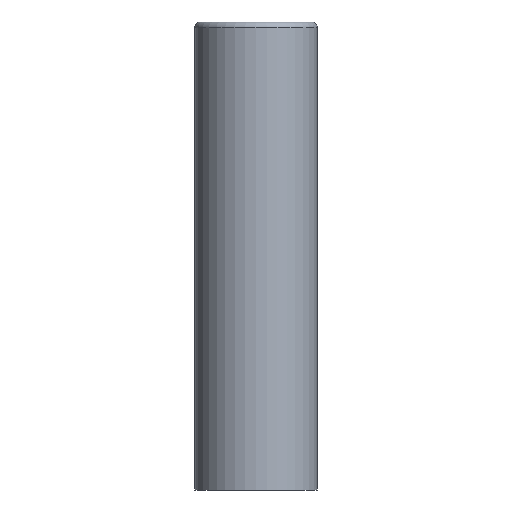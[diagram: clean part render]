
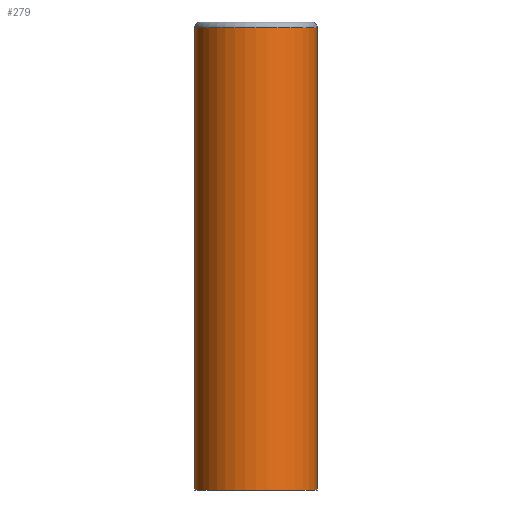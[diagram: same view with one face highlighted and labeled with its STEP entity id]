
A CAD part, front view. The second image highlights one B-rep face of the part: STEP entity #279.
In plain terms, the highlighted cylindrical face has radius 55 mm (diameter 110 mm), a partial arc.
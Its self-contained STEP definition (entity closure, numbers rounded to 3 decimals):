
#4 = CARTESIAN_POINT ( 'NONE',  ( -55., 0., 420. ) ) ;
#17 = CARTESIAN_POINT ( 'NONE',  ( 0., 0., 415. ) ) ;
#28 = EDGE_LOOP ( 'NONE', ( #64, #225, #226, #113 ) ) ;
#29 = EDGE_CURVE ( 'NONE', #43, #139, #178, .T. ) ;
#31 = CARTESIAN_POINT ( 'NONE',  ( -55., 0., 415. ) ) ;
#41 = AXIS2_PLACEMENT_3D ( 'NONE', #70, #138, #260 ) ;
#43 = VERTEX_POINT ( 'NONE', #175 ) ;
#59 = LINE ( 'NONE', #100, #146 ) ;
#60 = CARTESIAN_POINT ( 'NONE',  ( 0., 0., 0. ) ) ;
#64 = ORIENTED_EDGE ( 'NONE', *, *, #85, .F. ) ;
#70 = CARTESIAN_POINT ( 'NONE',  ( 0., 0., 420. ) ) ;
#72 = VERTEX_POINT ( 'NONE', #245 ) ;
#77 = DIRECTION ( 'NONE',  ( 1., 0., 0. ) ) ;
#84 = AXIS2_PLACEMENT_3D ( 'NONE', #60, #287, #77 ) ;
#85 = EDGE_CURVE ( 'NONE', #72, #139, #59, .T. ) ;
#87 = VECTOR ( 'NONE', #119, 1000. ) ;
#92 = CIRCLE ( 'NONE', #164, 55. ) ;
#98 = CARTESIAN_POINT ( 'NONE',  ( 55., 0., 0. ) ) ;
#100 = CARTESIAN_POINT ( 'NONE',  ( 55., 0., 420. ) ) ;
#111 = VERTEX_POINT ( 'NONE', #31 ) ;
#113 = ORIENTED_EDGE ( 'NONE', *, *, #29, .T. ) ;
#118 = DIRECTION ( 'NONE',  ( 1., 0., 0. ) ) ;
#119 = DIRECTION ( 'NONE',  ( 0., 0., -1. ) ) ;
#138 = DIRECTION ( 'NONE',  ( 0., 0., -1. ) ) ;
#139 = VERTEX_POINT ( 'NONE', #98 ) ;
#146 = VECTOR ( 'NONE', #191, 1000. ) ;
#164 = AXIS2_PLACEMENT_3D ( 'NONE', #17, #257, #118 ) ;
#175 = CARTESIAN_POINT ( 'NONE',  ( -55., 0., 0. ) ) ;
#177 = EDGE_CURVE ( 'NONE', #72, #111, #92, .T. ) ;
#178 = CIRCLE ( 'NONE', #84, 55. ) ;
#191 = DIRECTION ( 'NONE',  ( 0., 0., -1. ) ) ;
#225 = ORIENTED_EDGE ( 'NONE', *, *, #177, .T. ) ;
#226 = ORIENTED_EDGE ( 'NONE', *, *, #291, .T. ) ;
#230 = CYLINDRICAL_SURFACE ( 'NONE', #41, 55. ) ;
#245 = CARTESIAN_POINT ( 'NONE',  ( 55., 0., 415. ) ) ;
#257 = DIRECTION ( 'NONE',  ( 0., 0., -1. ) ) ;
#260 = DIRECTION ( 'NONE',  ( -1., 0., 0. ) ) ;
#279 = ADVANCED_FACE ( 'NONE', ( #298 ), #230, .T. ) ;
#281 = LINE ( 'NONE', #4, #87 ) ;
#287 = DIRECTION ( 'NONE',  ( 0., 0., 1. ) ) ;
#291 = EDGE_CURVE ( 'NONE', #111, #43, #281, .T. ) ;
#298 = FACE_OUTER_BOUND ( 'NONE', #28, .T. ) ;
